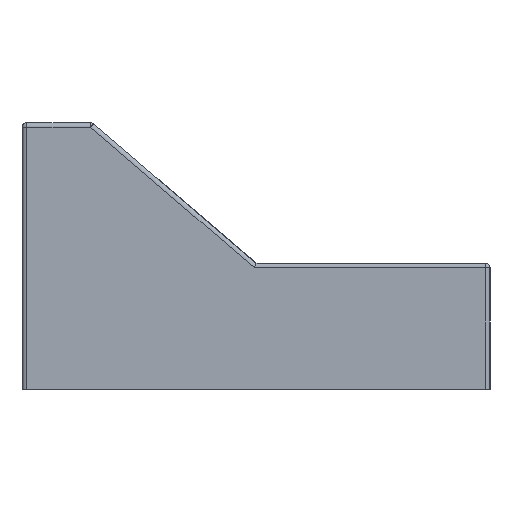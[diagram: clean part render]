
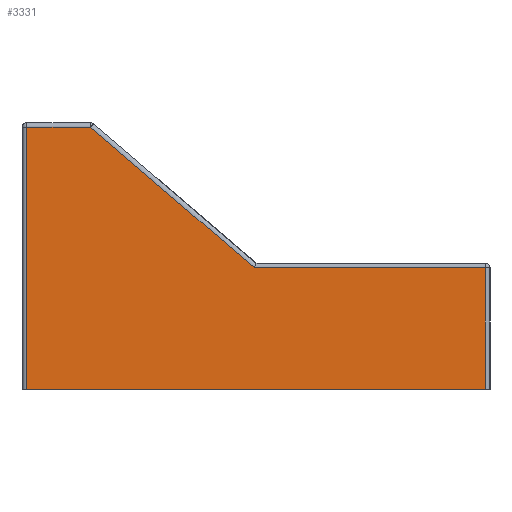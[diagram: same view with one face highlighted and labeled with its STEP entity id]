
A CAD part, left-side view. The second image highlights one B-rep face of the part: STEP entity #3331.
In plain terms, the highlighted planar face has unit normal (-1, 0, 0).
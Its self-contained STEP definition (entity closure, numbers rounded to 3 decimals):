
#325=LINE('',#5954,#565);
#331=LINE('',#5989,#571);
#333=LINE('',#5994,#573);
#334=LINE('',#5997,#574);
#337=LINE('',#6002,#577);
#343=LINE('',#6013,#583);
#565=VECTOR('',#4389,10.);
#571=VECTOR('',#4431,10.);
#573=VECTOR('',#4437,10.);
#574=VECTOR('',#4442,10.);
#577=VECTOR('',#4449,10.);
#583=VECTOR('',#4465,10.);
#702=PLANE('',#3752);
#876=FACE_OUTER_BOUND('',#1103,.T.);
#1103=EDGE_LOOP('',(#2908,#2909,#2910,#2911,#2912,#2913));
#1625=VERTEX_POINT('',#5947);
#1627=VERTEX_POINT('',#5952);
#1628=VERTEX_POINT('',#5957);
#1635=VERTEX_POINT('',#5979);
#1637=VERTEX_POINT('',#5985);
#1639=VERTEX_POINT('',#5993);
#2008=EDGE_CURVE('',#1627,#1625,#325,.T.);
#2026=EDGE_CURVE('',#1635,#1637,#331,.T.);
#2028=EDGE_CURVE('',#1639,#1635,#333,.T.);
#2030=EDGE_CURVE('',#1628,#1639,#334,.T.);
#2033=EDGE_CURVE('',#1625,#1628,#337,.T.);
#2039=EDGE_CURVE('',#1637,#1627,#343,.T.);
#2908=ORIENTED_EDGE('',*,*,#2008,.F.);
#2909=ORIENTED_EDGE('',*,*,#2039,.F.);
#2910=ORIENTED_EDGE('',*,*,#2026,.F.);
#2911=ORIENTED_EDGE('',*,*,#2028,.F.);
#2912=ORIENTED_EDGE('',*,*,#2030,.F.);
#2913=ORIENTED_EDGE('',*,*,#2033,.F.);
#3331=ADVANCED_FACE('',(#876),#702,.T.);
#3752=AXIS2_PLACEMENT_3D('',#6214,#4681,#4682);
#4389=DIRECTION('',(0.,0.,1.));
#4431=DIRECTION('',(0.,0.,-1.));
#4437=DIRECTION('',(0.,-1.,0.));
#4442=DIRECTION('',(0.,-0.759,-0.651));
#4449=DIRECTION('',(0.,-1.,0.));
#4465=DIRECTION('',(0.,1.,0.));
#4681=DIRECTION('center_axis',(-1.,0.,0.));
#4682=DIRECTION('ref_axis',(0.,-1.,0.));
#5947=CARTESIAN_POINT('',(0.,198.,110.));
#5952=CARTESIAN_POINT('',(0.,198.,-2.));
#5954=CARTESIAN_POINT('',(0.,198.,0.));
#5957=CARTESIAN_POINT('',(0.,170.74,110.));
#5979=CARTESIAN_POINT('',(0.,2.,50.));
#5985=CARTESIAN_POINT('',(0.,2.,-2.));
#5989=CARTESIAN_POINT('',(0.,2.,0.));
#5993=CARTESIAN_POINT('',(0.,100.74,50.));
#5994=CARTESIAN_POINT('',(0.,150.,50.));
#5997=CARTESIAN_POINT('',(0.,117.278,64.176));
#6002=CARTESIAN_POINT('',(0.,175.,110.));
#6013=CARTESIAN_POINT('',(0.,0.,-2.));
#6214=CARTESIAN_POINT('Origin',(0.,200.,0.));
